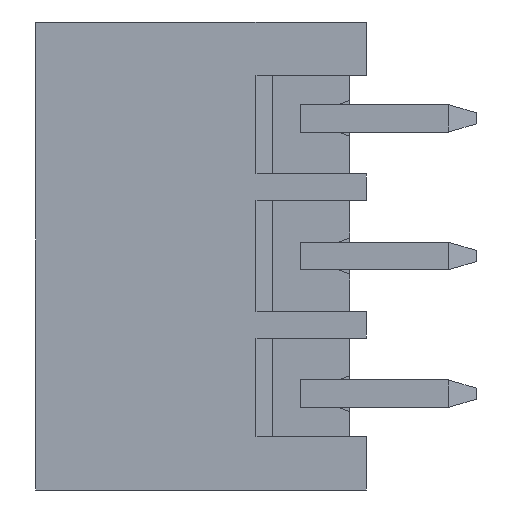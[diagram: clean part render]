
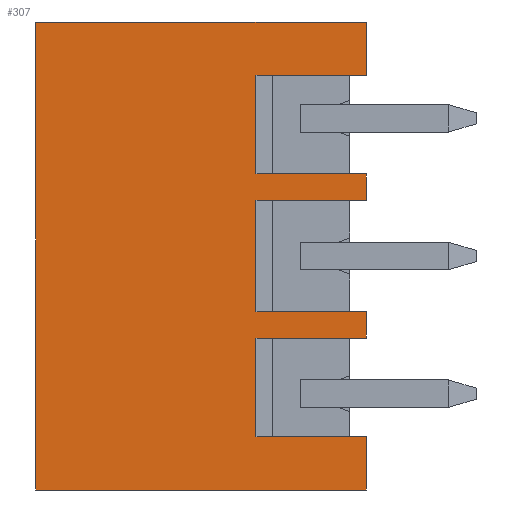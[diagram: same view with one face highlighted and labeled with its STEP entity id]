
A CAD part, front view. The second image highlights one B-rep face of the part: STEP entity #307.
In plain terms, the highlighted planar face has unit normal (0, -1, 0).
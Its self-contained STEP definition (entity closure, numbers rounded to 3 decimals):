
#307 = ADVANCED_FACE( '', ( #715 ), #716, .F. );
#715 = FACE_OUTER_BOUND( '', #1229, .T. );
#716 = PLANE( '', #1230 );
#1229 = EDGE_LOOP( '', ( #2074, #2075, #2076, #2077, #2078, #2079, #2080, #2081, #2082, #2083, #2084, #2085, #2086, #2087, #2088, #2089 ) );
#1230 = AXIS2_PLACEMENT_3D( '', #2090, #2091, #2092 );
#2074 = ORIENTED_EDGE( '', *, *, #3351, .T. );
#2075 = ORIENTED_EDGE( '', *, *, #3352, .F. );
#2076 = ORIENTED_EDGE( '', *, *, #3353, .T. );
#2077 = ORIENTED_EDGE( '', *, *, #3354, .T. );
#2078 = ORIENTED_EDGE( '', *, *, #3355, .F. );
#2079 = ORIENTED_EDGE( '', *, *, #3356, .F. );
#2080 = ORIENTED_EDGE( '', *, *, #3357, .F. );
#2081 = ORIENTED_EDGE( '', *, *, #3358, .T. );
#2082 = ORIENTED_EDGE( '', *, *, #3359, .T. );
#2083 = ORIENTED_EDGE( '', *, *, #3360, .F. );
#2084 = ORIENTED_EDGE( '', *, *, #3361, .T. );
#2085 = ORIENTED_EDGE( '', *, *, #3362, .T. );
#2086 = ORIENTED_EDGE( '', *, *, #3228, .T. );
#2087 = ORIENTED_EDGE( '', *, *, #3363, .F. );
#2088 = ORIENTED_EDGE( '', *, *, #3364, .F. );
#2089 = ORIENTED_EDGE( '', *, *, #3200, .F. );
#2090 = CARTESIAN_POINT( '', ( 243.133, 169.167, 117.48 ) );
#2091 = DIRECTION( '', ( 0., 1., 0. ) );
#2092 = DIRECTION( '', ( 0., 0., -1. ) );
#3200 = EDGE_CURVE( '', #3882, #3884, #3885, .T. );
#3228 = EDGE_CURVE( '', #3935, #3932, #3936, .T. );
#3351 = EDGE_CURVE( '', #3882, #4125, #4126, .T. );
#3352 = EDGE_CURVE( '', #4127, #4125, #4128, .T. );
#3353 = EDGE_CURVE( '', #4127, #4129, #4130, .T. );
#3354 = EDGE_CURVE( '', #4129, #4131, #4132, .T. );
#3355 = EDGE_CURVE( '', #4133, #4131, #4134, .T. );
#3356 = EDGE_CURVE( '', #4135, #4133, #4136, .T. );
#3357 = EDGE_CURVE( '', #4137, #4135, #4138, .T. );
#3358 = EDGE_CURVE( '', #4137, #4139, #4140, .T. );
#3359 = EDGE_CURVE( '', #4139, #4141, #4142, .T. );
#3360 = EDGE_CURVE( '', #4143, #4141, #4144, .T. );
#3361 = EDGE_CURVE( '', #4143, #4145, #4146, .T. );
#3362 = EDGE_CURVE( '', #4145, #3935, #4147, .T. );
#3363 = EDGE_CURVE( '', #4148, #3932, #4149, .T. );
#3364 = EDGE_CURVE( '', #3884, #4148, #4150, .T. );
#3882 = VERTEX_POINT( '', #4849 );
#3884 = VERTEX_POINT( '', #4852 );
#3885 = LINE( '', #4853, #4854 );
#3932 = VERTEX_POINT( '', #4924 );
#3935 = VERTEX_POINT( '', #4928 );
#3936 = LINE( '', #4929, #4930 );
#4125 = VERTEX_POINT( '', #5214 );
#4126 = LINE( '', #5215, #5216 );
#4127 = VERTEX_POINT( '', #5217 );
#4128 = LINE( '', #5218, #5219 );
#4129 = VERTEX_POINT( '', #5220 );
#4130 = LINE( '', #5221, #5222 );
#4131 = VERTEX_POINT( '', #5223 );
#4132 = LINE( '', #5224, #5225 );
#4133 = VERTEX_POINT( '', #5226 );
#4134 = LINE( '', #5227, #5228 );
#4135 = VERTEX_POINT( '', #5229 );
#4136 = LINE( '', #5230, #5231 );
#4137 = VERTEX_POINT( '', #5232 );
#4138 = LINE( '', #5233, #5234 );
#4139 = VERTEX_POINT( '', #5235 );
#4140 = LINE( '', #5236, #5237 );
#4141 = VERTEX_POINT( '', #5238 );
#4142 = LINE( '', #5239, #5240 );
#4143 = VERTEX_POINT( '', #5241 );
#4144 = LINE( '', #5242, #5243 );
#4145 = VERTEX_POINT( '', #5244 );
#4146 = LINE( '', #5245, #5246 );
#4147 = LINE( '', #5247, #5248 );
#4148 = VERTEX_POINT( '', #5249 );
#4149 = LINE( '', #5250, #5251 );
#4150 = LINE( '', #5252, #5253 );
#4849 = CARTESIAN_POINT( '', ( 243.133, 169.167, 118.1 ) );
#4852 = CARTESIAN_POINT( '', ( 255.133, 169.167, 118.1 ) );
#4853 = CARTESIAN_POINT( '', ( 255.133, 169.167, 118.1 ) );
#4854 = VECTOR( '', #5890, 1000. );
#4924 = CARTESIAN_POINT( '', ( 251.133, 169.167, 116.16 ) );
#4928 = CARTESIAN_POINT( '', ( 251.133, 169.167, 112.58 ) );
#4929 = CARTESIAN_POINT( '', ( 251.133, 169.167, 117.4 ) );
#4930 = VECTOR( '', #5915, 1000. );
#5214 = CARTESIAN_POINT( '', ( 243.133, 169.167, 101.1 ) );
#5215 = CARTESIAN_POINT( '', ( 243.133, 169.167, 112.44 ) );
#5216 = VECTOR( '', #6011, 1000. );
#5217 = CARTESIAN_POINT( '', ( 255.133, 169.167, 101.1 ) );
#5218 = CARTESIAN_POINT( '', ( 243.133, 169.167, 101.1 ) );
#5219 = VECTOR( '', #6012, 1000. );
#5220 = CARTESIAN_POINT( '', ( 255.133, 169.167, 103.04 ) );
#5221 = CARTESIAN_POINT( '', ( 255.133, 169.167, 102.38 ) );
#5222 = VECTOR( '', #6013, 1000. );
#5223 = CARTESIAN_POINT( '', ( 251.133, 169.167, 103.04 ) );
#5224 = CARTESIAN_POINT( '', ( 252.133, 169.167, 103.04 ) );
#5225 = VECTOR( '', #6014, 1000. );
#5226 = CARTESIAN_POINT( '', ( 251.133, 169.167, 106.62 ) );
#5227 = CARTESIAN_POINT( '', ( 251.133, 169.167, 100.3 ) );
#5228 = VECTOR( '', #6015, 1000. );
#5229 = CARTESIAN_POINT( '', ( 255.133, 169.167, 106.62 ) );
#5230 = CARTESIAN_POINT( '', ( 252.133, 169.167, 106.62 ) );
#5231 = VECTOR( '', #6016, 1000. );
#5232 = CARTESIAN_POINT( '', ( 255.133, 169.167, 107.58 ) );
#5233 = CARTESIAN_POINT( '', ( 255.133, 169.167, 106.82 ) );
#5234 = VECTOR( '', #6017, 1000. );
#5235 = CARTESIAN_POINT( '', ( 251.133, 169.167, 107.58 ) );
#5236 = CARTESIAN_POINT( '', ( 252.133, 169.167, 107.58 ) );
#5237 = VECTOR( '', #6018, 1000. );
#5238 = CARTESIAN_POINT( '', ( 251.133, 169.167, 111.62 ) );
#5239 = CARTESIAN_POINT( '', ( 251.133, 169.167, 112.4 ) );
#5240 = VECTOR( '', #6019, 1000. );
#5241 = CARTESIAN_POINT( '', ( 255.133, 169.167, 111.62 ) );
#5242 = CARTESIAN_POINT( '', ( 252.133, 169.167, 111.62 ) );
#5243 = VECTOR( '', #6020, 1000. );
#5244 = CARTESIAN_POINT( '', ( 255.133, 169.167, 112.58 ) );
#5245 = CARTESIAN_POINT( '', ( 255.133, 169.167, 112.42 ) );
#5246 = VECTOR( '', #6021, 1000. );
#5247 = CARTESIAN_POINT( '', ( 252.133, 169.167, 112.58 ) );
#5248 = VECTOR( '', #6022, 1000. );
#5249 = CARTESIAN_POINT( '', ( 255.133, 169.167, 116.16 ) );
#5250 = CARTESIAN_POINT( '', ( 252.133, 169.167, 116.16 ) );
#5251 = VECTOR( '', #6023, 1000. );
#5252 = CARTESIAN_POINT( '', ( 255.133, 169.167, 116.82 ) );
#5253 = VECTOR( '', #6024, 1000. );
#5890 = DIRECTION( '', ( 1., 0., 0. ) );
#5915 = DIRECTION( '', ( 0., 0., 1. ) );
#6011 = DIRECTION( '', ( 0., 0., -1. ) );
#6012 = DIRECTION( '', ( -1., 0., 0. ) );
#6013 = DIRECTION( '', ( 0., 0., 1. ) );
#6014 = DIRECTION( '', ( -1., 0., 0. ) );
#6015 = DIRECTION( '', ( 0., 0., -1. ) );
#6016 = DIRECTION( '', ( -1., 0., 0. ) );
#6017 = DIRECTION( '', ( 0., 0., -1. ) );
#6018 = DIRECTION( '', ( -1., 0., 0. ) );
#6019 = DIRECTION( '', ( 0., 0., 1. ) );
#6020 = DIRECTION( '', ( -1., 0., 0. ) );
#6021 = DIRECTION( '', ( 0., 0., 1. ) );
#6022 = DIRECTION( '', ( -1., 0., 0. ) );
#6023 = DIRECTION( '', ( -1., 0., 0. ) );
#6024 = DIRECTION( '', ( 0., 0., -1. ) );
